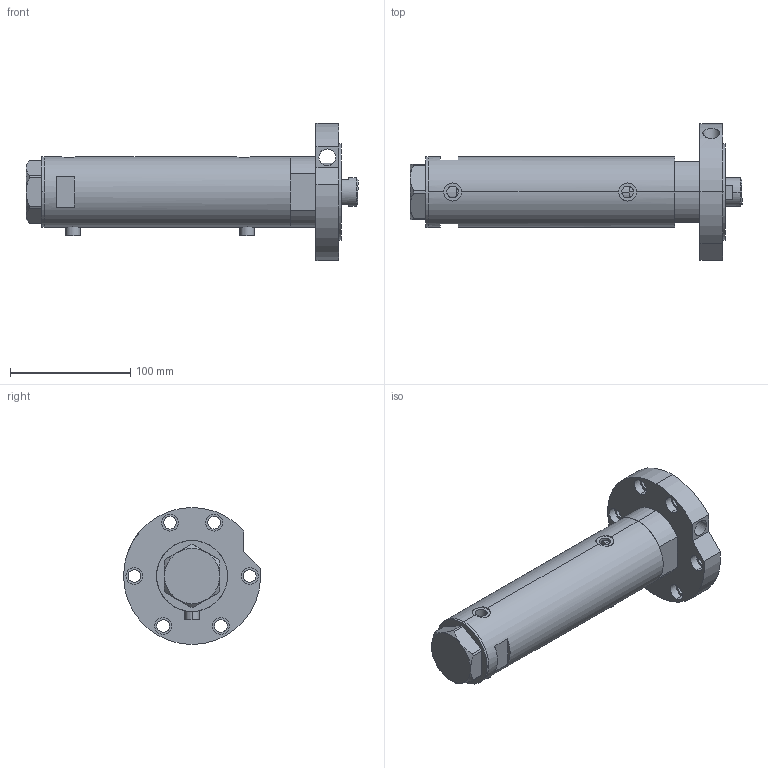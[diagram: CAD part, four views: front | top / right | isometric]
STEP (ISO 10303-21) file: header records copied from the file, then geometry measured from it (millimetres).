
FILE_DESCRIPTION (( 'STEP AP203' ), '1' );
FILE_NAME ('b2a4.STEP', '2024-02-12T00:26:09', ( '' ), ( '' ), 'SwSTEP 2.0', 'SolidWorks 2019', '' );
FILE_SCHEMA (( 'CONFIG_CONTROL_DESIGN' ));
Length unit declared in the file: millimetre
Products named in the file (6): b2a4; V270CG_MIDDLE c455a816bd6c7c2160ebc4a0933ff759; V270CG_RF211E c455a816bd6c7c2160ebc4a0933ff759; V270CG_FRONT c455a816bd6c7c2160ebc4a0933ff759; V270CG_VC c455a816bd6c7c2160ebc4a0933ff759; V270CG_BACK c455a816bd6c7c2160ebc4a0933ff759
Assembly tree (5 placements, depth 2):
  b2a4
    V270CG_MIDDLE c455a816bd6c7c2160ebc4a0933ff759
    V270CG_BACK c455a816bd6c7c2160ebc4a0933ff759
    V270CG_FRONT c455a816bd6c7c2160ebc4a0933ff759
    V270CG_VC c455a816bd6c7c2160ebc4a0933ff759
    V270CG_RF211E c455a816bd6c7c2160ebc4a0933ff759
Bounding box: 276.2 x 113.92 x 114 mm (x, y, z)
Volume: 765983.5 mm3; surface area: 158469.3 mm2
Topology: 5 solids, 5 shells, 164 faces, 381 edges, 239 vertices
Faces by surface type: cylinder 82, plane 62, cone 16, torus 4
Entity records: 6096 total; most frequent: CARTESIAN_POINT 1599, DIRECTION 869, ORIENTED_EDGE 758, EDGE_CURVE 379, AXIS2_PLACEMENT_3D 356, VERTEX_POINT 239, EDGE_LOOP 204, CIRCLE 184
